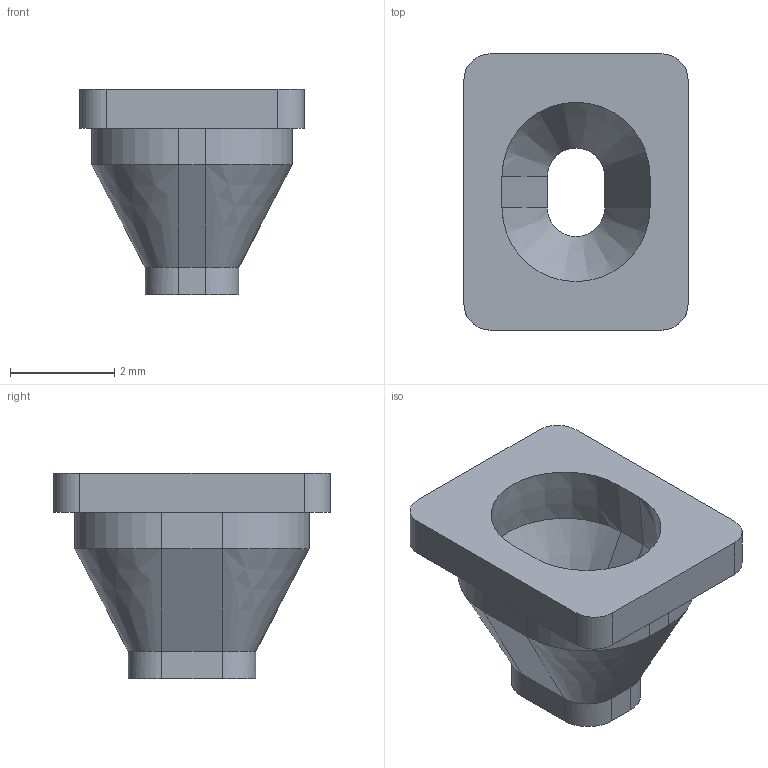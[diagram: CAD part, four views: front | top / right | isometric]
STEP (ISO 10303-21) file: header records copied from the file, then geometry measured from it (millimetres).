
FILE_DESCRIPTION(('CATIA V5 STEP Exchange','CAx-IF Rec.Pracs.--- Model Styling and Organization---1.4--- 2014-01-23'),'2;1');
FILE_NAME ('373487_2', '2021-12-08T13:23:03+00:00', ('none'), ('Weidmueller'), 'CATIA Version 5-6 Release 2016 SP3 HF44', 'CATIA V5 STEP AP214', 'none');
FILE_SCHEMA(('AUTOMOTIVE_DESIGN { 1 0 10303 214 1 1 1 1 }'));
Length unit declared in the file: millimetre
Products named in the file (1): 1632130000
Bounding box: 4.3 x 5.3 x 3.95 mm (x, y, z)
Volume: 26.6 mm3; surface area: 108.3 mm2
Topology: 1 solids, 1 shells, 47 faces, 108 edges, 64 vertices
Faces by surface type: plane 25, cylinder 14, cone 4, bspline 4
Entity records: 1451 total; most frequent: CARTESIAN_POINT 403, ORIENTED_EDGE 216, DIRECTION 186, EDGE_CURVE 108, VECTOR 73, LINE 73, AXIS2_PLACEMENT_3D 71, VERTEX_POINT 64
